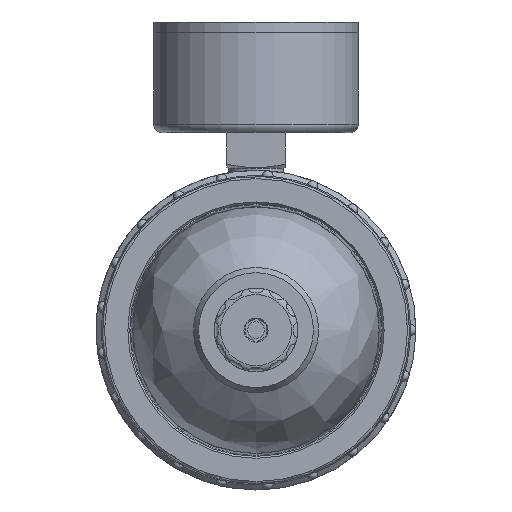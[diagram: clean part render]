
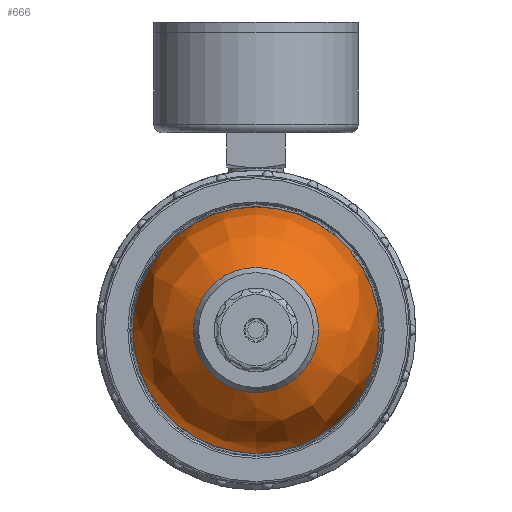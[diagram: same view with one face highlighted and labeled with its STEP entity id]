
A CAD part, front view. The second image highlights one B-rep face of the part: STEP entity #666.
In plain terms, the highlighted free-form (B-spline) face has degree [3, 3] with [4, 7] control points.
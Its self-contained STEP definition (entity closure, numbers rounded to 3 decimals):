
#666 = ADVANCED_FACE( '', ( #1714, #1715 ), #1716, .T. );
#1714 = FACE_OUTER_BOUND( '', #2786, .T. );
#1715 = FACE_OUTER_BOUND( '', #2787, .T. );
#1716 = ( BOUNDED_SURFACE(  )B_SPLINE_SURFACE( 3, 3, ( ( #2790, #2791, #2792, #2793, #2794, #2795, #2796 ), ( #2797, #2798, #2799, #2800, #2801, #2802, #2803 ), ( #2804, #2805, #2806, #2807, #2808, #2809, #2810 ), ( #2811, #2812, #2813, #2814, #2815, #2816, #2817 ) ), .UNSPECIFIED., .F., .T., .F. )B_SPLINE_SURFACE_WITH_KNOTS( ( 4, 4 ), ( 4, 3, 4 ), ( 0., 6.283 ), ( 0.013, 0.575, 1.137 ), .UNSPECIFIED. )GEOMETRIC_REPRESENTATION_ITEM(  )RATIONAL_B_SPLINE_SURFACE( ( ( 1., 0.333, 0.333, 1., 0.333, 0.333, 1. ), ( 0.897, 0.299, 0.299, 0.897, 0.299, 0.299, 0.897 ), ( 0.897, 0.299, 0.299, 0.897, 0.299, 0.299, 0.897 ), ( 1., 0.333, 0.333, 1., 0.333, 0.333, 1. ) ) )REPRESENTATION_ITEM( '' )SURFACE(  ) );
#2786 = EDGE_LOOP( '', ( #6530 ) );
#2787 = EDGE_LOOP( '', ( #6531 ) );
#2790 = CARTESIAN_POINT( '', ( 0., -94.5, -15. ) );
#2791 = CARTESIAN_POINT( '', ( 30., -94.5, -15. ) );
#2792 = CARTESIAN_POINT( '', ( 30., -94.5, 15. ) );
#2793 = CARTESIAN_POINT( '', ( 0., -94.5, 15. ) );
#2794 = CARTESIAN_POINT( '', ( -30., -94.5, 15. ) );
#2795 = CARTESIAN_POINT( '', ( -30., -94.5, -15. ) );
#2796 = CARTESIAN_POINT( '', ( 0., -94.5, -15. ) );
#2797 = CARTESIAN_POINT( '', ( 0., -90.342, -23.984 ) );
#2798 = CARTESIAN_POINT( '', ( 47.968, -90.342, -23.984 ) );
#2799 = CARTESIAN_POINT( '', ( 47.968, -90.342, 23.984 ) );
#2800 = CARTESIAN_POINT( '', ( 0., -90.342, 23.984 ) );
#2801 = CARTESIAN_POINT( '', ( -47.968, -90.342, 23.984 ) );
#2802 = CARTESIAN_POINT( '', ( -47.968, -90.342, -23.984 ) );
#2803 = CARTESIAN_POINT( '', ( 0., -90.342, -23.984 ) );
#2804 = CARTESIAN_POINT( '', ( 0., -82.035, -29.369 ) );
#2805 = CARTESIAN_POINT( '', ( 58.739, -82.035, -29.369 ) );
#2806 = CARTESIAN_POINT( '', ( 58.739, -82.035, 29.369 ) );
#2807 = CARTESIAN_POINT( '', ( 0., -82.035, 29.369 ) );
#2808 = CARTESIAN_POINT( '', ( -58.739, -82.035, 29.369 ) );
#2809 = CARTESIAN_POINT( '', ( -58.739, -82.035, -29.369 ) );
#2810 = CARTESIAN_POINT( '', ( 0., -82.035, -29.369 ) );
#2811 = CARTESIAN_POINT( '', ( 0., -72.137, -29.498 ) );
#2812 = CARTESIAN_POINT( '', ( 58.996, -72.137, -29.498 ) );
#2813 = CARTESIAN_POINT( '', ( 58.996, -72.137, 29.498 ) );
#2814 = CARTESIAN_POINT( '', ( 0., -72.137, 29.498 ) );
#2815 = CARTESIAN_POINT( '', ( -58.996, -72.137, 29.498 ) );
#2816 = CARTESIAN_POINT( '', ( -58.996, -72.137, -29.498 ) );
#2817 = CARTESIAN_POINT( '', ( 0., -72.137, -29.498 ) );
#6530 = ORIENTED_EDGE( '', *, *, #7854, .T. );
#6531 = ORIENTED_EDGE( '', *, *, #7853, .F. );
#7853 = EDGE_CURVE( '', #9814, #9814, #9815, .T. );
#7854 = EDGE_CURVE( '', #9816, #9816, #9817, .T. );
#9814 = VERTEX_POINT( '', #14197 );
#9815 = CIRCLE( '', #14198, 15. );
#9816 = VERTEX_POINT( '', #14199 );
#9817 = CIRCLE( '', #14200, 29.498 );
#14197 = CARTESIAN_POINT( '', ( 0., -94.5, -15. ) );
#14198 = AXIS2_PLACEMENT_3D( '', #15976, #15977, #15978 );
#14199 = CARTESIAN_POINT( '', ( 0., -72.137, -29.498 ) );
#14200 = AXIS2_PLACEMENT_3D( '', #15979, #15980, #15981 );
#15976 = CARTESIAN_POINT( '', ( 0., -94.5, 0. ) );
#15977 = DIRECTION( '', ( 0., -1., 0. ) );
#15978 = DIRECTION( '', ( 0., 0., -1. ) );
#15979 = CARTESIAN_POINT( '', ( 0., -72.137, 0. ) );
#15980 = DIRECTION( '', ( 0., -1., 0. ) );
#15981 = DIRECTION( '', ( 0., 0., -1. ) );
